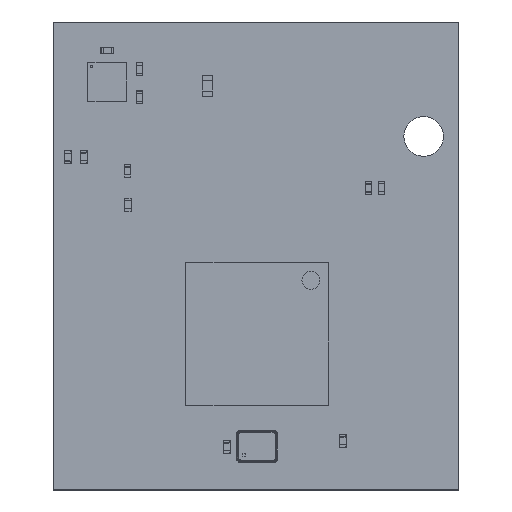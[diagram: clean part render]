
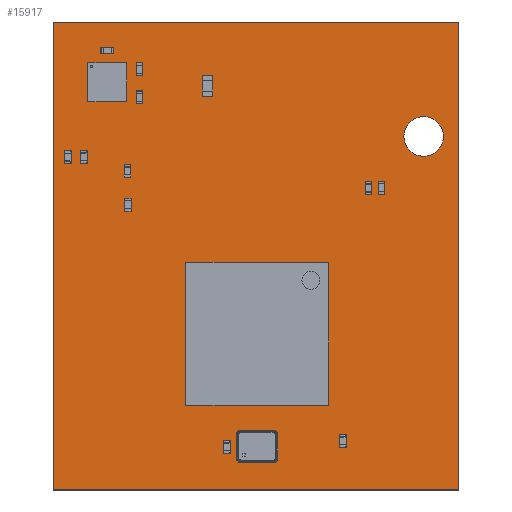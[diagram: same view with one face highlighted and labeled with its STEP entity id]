
A CAD part, top view. The second image highlights one B-rep face of the part: STEP entity #15917.
In plain terms, the highlighted planar face has unit normal (0, 0, 1).
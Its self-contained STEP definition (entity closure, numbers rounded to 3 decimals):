
#2823=CIRCLE($,#10584,1.524);
#2824=CIRCLE($,#10585,1.524);
#5332=FACE_OUTER_BOUND($,#7848,.F.);
#5338=FACE_OUTER_BOUND($,#7854,.T.);
#7848=EDGE_LOOP($,(#18608,#18609,#18610,#18611));
#7854=EDGE_LOOP($,(#18632,#18633));
#10578=AXIS2_PLACEMENT_3D($,#66685,#54066,$);
#10584=AXIS2_PLACEMENT_3D($,#66697,#54066,$);
#10585=AXIS2_PLACEMENT_3D($,#66698,#54066,$);
#14311=PLANE($,#10578);
#15917=ADVANCED_FACE($,(#5332,#5338),#14311,.T.);
#18608=ORIENTED_EDGE($,*,*,#31972,.T.);
#18609=ORIENTED_EDGE($,*,*,#31973,.T.);
#18610=ORIENTED_EDGE($,*,*,#31974,.T.);
#18611=ORIENTED_EDGE($,*,*,#31975,.T.);
#18632=ORIENTED_EDGE($,*,*,#31985,.T.);
#18633=ORIENTED_EDGE($,*,*,#31986,.T.);
#31972=EDGE_CURVE($,#49272,#49273,#43964,.T.);
#31973=EDGE_CURVE($,#49273,#49274,#43965,.T.);
#31974=EDGE_CURVE($,#49274,#49275,#43966,.T.);
#31975=EDGE_CURVE($,#49275,#49272,#43967,.T.);
#31985=EDGE_CURVE($,#49282,#49283,#2823,.F.);
#31986=EDGE_CURVE($,#49283,#49282,#2824,.F.);
#38656=VECTOR($,#54069,36.);
#38657=VECTOR($,#54070,31.2);
#38658=VECTOR($,#54071,36.);
#38659=VECTOR($,#54072,31.2);
#43964=LINE($,#66684,#38656);
#43965=LINE($,#66685,#38657);
#43966=LINE($,#66686,#38658);
#43967=LINE($,#66687,#38659);
#49272=VERTEX_POINT($,#66684);
#49273=VERTEX_POINT($,#66685);
#49274=VERTEX_POINT($,#66686);
#49275=VERTEX_POINT($,#66687);
#49282=VERTEX_POINT($,#66694);
#49283=VERTEX_POINT($,#66695);
#54066=DIRECTION($,(0.,0.,1.));
#54069=DIRECTION($,(0.,1.,0.));
#54070=DIRECTION($,(1.,0.,0.));
#54071=DIRECTION($,(0.,-1.,0.));
#54072=DIRECTION($,(-1.,0.,0.));
#66684=CARTESIAN_POINT('',(-31.2,0.,0.));
#66685=CARTESIAN_POINT('',(-31.2,36.,0.));
#66686=CARTESIAN_POINT('',(0.,36.,0.));
#66687=CARTESIAN_POINT('',(0.,0.,0.));
#66694=CARTESIAN_POINT('',(-1.176,27.2,0.));
#66695=CARTESIAN_POINT('',(-4.224,27.2,0.));
#66697=CARTESIAN_POINT('',(-2.7,27.2,0.));
#66698=CARTESIAN_POINT('',(-2.7,27.2,0.));
